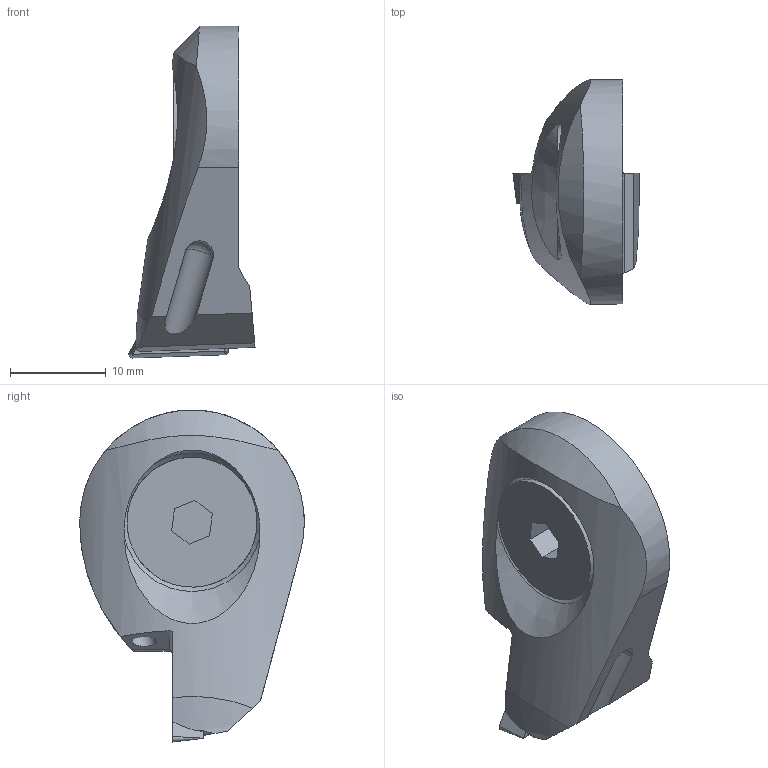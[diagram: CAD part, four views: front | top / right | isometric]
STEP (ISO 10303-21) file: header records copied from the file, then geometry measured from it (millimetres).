
FILE_DESCRIPTION(/* description */ (''),/* implementation_level */ '2;1');
FILE_NAME(/* name */ '1551875892882.stp',/* time_stamp */ '2019-03-06T13:38:29+01:00',/* author */ (''),/* organization */ ('SMS'),/* preprocessor_version */ 'ST-DEVELOPER v15',/* originating_system */ 'SIEMENS PLM Software NX 8.5',/* authorisation */ '');
FILE_SCHEMA (('AUTOMOTIVE_DESIGN { 1 0 10303 214 3 1 1 1 }'));
Length unit declared in the file: millimetre
Products named in the file (4): IsoTurningInsert; ASSEMBLY_CONSTRUCTION; 202218446mod000_00; 111169246mod000_01
Assembly tree (3 placements, depth 2):
  111169246mod000_01
    202218446mod000_00
    ASSEMBLY_CONSTRUCTION
    IsoTurningInsert
Bounding box: 13.19 x 23.5 x 34.74 mm (x, y, z)
Volume: 4026.9 mm3; surface area: 2201.8 mm2
Topology: 2 solids, 2 shells, 61 faces, 160 edges, 110 vertices
Faces by surface type: plane 30, cylinder 15, cone 10, torus 4, bspline 1, sphere 1
Full cylindrical faces by diameter (mm): 2.5 x1, 2.8 x2, 13.6 x1
Entity records: 2014 total; most frequent: CARTESIAN_POINT 454, DIRECTION 303, ORIENTED_EDGE 270, EDGE_CURVE 135, AXIS2_PLACEMENT_3D 114, VERTEX_POINT 94, EDGE_LOOP 78, LINE 75
